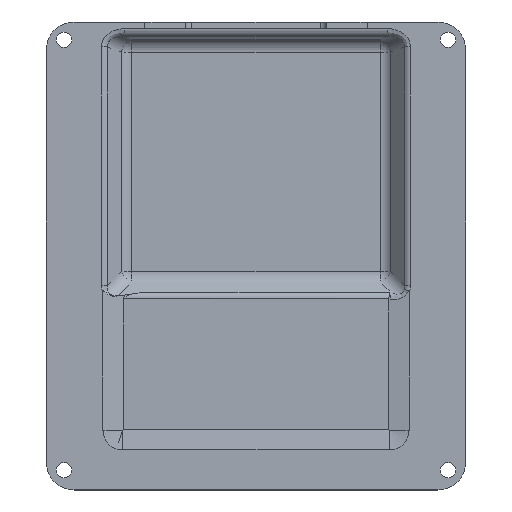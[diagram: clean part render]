
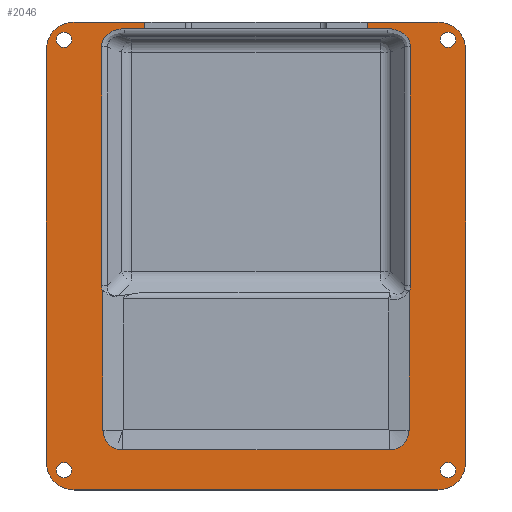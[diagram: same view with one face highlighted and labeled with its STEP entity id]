
A CAD part, top view. The second image highlights one B-rep face of the part: STEP entity #2046.
In plain terms, the highlighted planar face has unit normal (0, 0, 1).
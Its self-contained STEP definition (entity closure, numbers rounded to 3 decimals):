
#346 = VERTEX_POINT('',#347);
#347 = CARTESIAN_POINT('',(-27.035,20.781,6.5));
#355 = VERTEX_POINT('',#356);
#356 = CARTESIAN_POINT('',(-27.035,122.781,6.5));
#362 = EDGE_CURVE('',#346,#355,#363,.T.);
#363 = LINE('',#364,#365);
#364 = CARTESIAN_POINT('',(-27.035,20.781,6.5));
#365 = VECTOR('',#366,1.);
#366 = DIRECTION('',(0.,1.,0.));
#378 = VERTEX_POINT('',#379);
#379 = CARTESIAN_POINT('',(-41.054,62.701,6.5));
#398 = EDGE_CURVE('',#378,#399,#401,.T.);
#399 = VERTEX_POINT('',#400);
#400 = CARTESIAN_POINT('',(-40.713,64.53,6.5));
#401 = ELLIPSE('',#402,8.958,5.5);
#402 = AXIS2_PLACEMENT_3D('',#403,#404,#405);
#403 = CARTESIAN_POINT('',(-48.146,67.893,6.5));
#404 = DIRECTION('',(0.,0.,1.));
#405 = DIRECTION('',(-0.707,0.707,0.));
#438 = EDGE_CURVE('',#399,#439,#441,.T.);
#439 = VERTEX_POINT('',#440);
#440 = CARTESIAN_POINT('',(-40.713,123.524,6.5));
#441 = LINE('',#442,#443);
#442 = CARTESIAN_POINT('',(-40.713,122.781,6.5));
#443 = VECTOR('',#444,1.);
#444 = DIRECTION('',(0.,1.,0.));
#462 = EDGE_CURVE('',#463,#463,#465,.T.);
#463 = VERTEX_POINT('',#464);
#464 = CARTESIAN_POINT('',(-29.535,18.781,6.5));
#465 = CIRCLE('',#466,1.9);
#466 = AXIS2_PLACEMENT_3D('',#467,#468,#469);
#467 = CARTESIAN_POINT('',(-31.435,18.781,6.5));
#468 = DIRECTION('',(0.,0.,-1.));
#469 = DIRECTION('',(1.,0.,0.));
#494 = EDGE_CURVE('',#495,#495,#497,.T.);
#495 = VERTEX_POINT('',#496);
#496 = CARTESIAN_POINT('',(-29.535,125.281,6.5));
#497 = CIRCLE('',#498,1.9);
#498 = AXIS2_PLACEMENT_3D('',#499,#500,#501);
#499 = CARTESIAN_POINT('',(-31.435,125.281,6.5));
#500 = DIRECTION('',(0.,0.,-1.));
#501 = DIRECTION('',(1.,0.,0.));
#529 = VERTEX_POINT('',#530);
#530 = CARTESIAN_POINT('',(-33.935,13.881,6.5));
#544 = EDGE_CURVE('',#529,#346,#545,.T.);
#545 = CIRCLE('',#546,6.9);
#546 = AXIS2_PLACEMENT_3D('',#547,#548,#549);
#547 = CARTESIAN_POINT('',(-33.935,20.781,6.5));
#548 = DIRECTION('',(0.,0.,1.));
#549 = DIRECTION('',(1.,0.,-0.));
#570 = VERTEX_POINT('',#571);
#571 = CARTESIAN_POINT('',(-33.935,129.681,6.5));
#577 = EDGE_CURVE('',#355,#570,#578,.T.);
#578 = CIRCLE('',#579,6.9);
#579 = AXIS2_PLACEMENT_3D('',#580,#581,#582);
#580 = CARTESIAN_POINT('',(-33.935,122.781,6.5));
#581 = DIRECTION('',(0.,0.,1.));
#582 = DIRECTION('',(1.,0.,-0.));
#1042 = VERTEX_POINT('',#1043);
#1043 = CARTESIAN_POINT('',(-41.054,28.681,6.5));
#1049 = EDGE_CURVE('',#1042,#378,#1050,.T.);
#1050 = LINE('',#1051,#1052);
#1051 = CARTESIAN_POINT('',(-41.054,122.781,6.5));
#1052 = VECTOR('',#1053,1.);
#1053 = DIRECTION('',(0.,1.,0.));
#1064 = EDGE_CURVE('',#1065,#1042,#1067,.T.);
#1065 = VERTEX_POINT('',#1066);
#1066 = CARTESIAN_POINT('',(-45.935,23.8,6.5));
#1067 = CIRCLE('',#1068,4.881);
#1068 = AXIS2_PLACEMENT_3D('',#1069,#1070,#1071);
#1069 = CARTESIAN_POINT('',(-45.935,28.681,6.5));
#1070 = DIRECTION('',(0.,0.,1.));
#1071 = DIRECTION('',(1.,0.,-0.));
#1089 = EDGE_CURVE('',#439,#1090,#1092,.T.);
#1090 = VERTEX_POINT('',#1091);
#1091 = CARTESIAN_POINT('',(-46.438,128.031,6.5));
#1092 = ELLIPSE('',#1093,7.697,5.5);
#1093 = AXIS2_PLACEMENT_3D('',#1094,#1095,#1096);
#1094 = CARTESIAN_POINT('',(-48.146,122.179,6.5));
#1095 = DIRECTION('',(0.,0.,1.));
#1096 = DIRECTION('',(-0.928,-0.371,0.));
#1234 = VERTEX_POINT('',#1235);
#1235 = CARTESIAN_POINT('',(-51.447,128.181,6.5));
#1241 = EDGE_CURVE('',#1242,#1234,#1244,.T.);
#1242 = VERTEX_POINT('',#1243);
#1243 = CARTESIAN_POINT('',(-51.447,129.681,6.5));
#1244 = LINE('',#1245,#1246);
#1245 = CARTESIAN_POINT('',(-51.447,71.781,6.5));
#1246 = VECTOR('',#1247,1.);
#1247 = DIRECTION('',(0.,-1.,0.));
#1585 = EDGE_CURVE('',#1586,#529,#1588,.T.);
#1586 = VERTEX_POINT('',#1587);
#1587 = CARTESIAN_POINT('',(-123.935,13.881,6.5));
#1588 = LINE('',#1589,#1590);
#1589 = CARTESIAN_POINT('',(-123.935,13.881,6.5));
#1590 = VECTOR('',#1591,1.);
#1591 = DIRECTION('',(1.,0.,0.));
#1626 = VERTEX_POINT('',#1627);
#1627 = CARTESIAN_POINT('',(-111.935,23.8,6.5));
#1633 = EDGE_CURVE('',#1626,#1065,#1634,.T.);
#1634 = LINE('',#1635,#1636);
#1635 = CARTESIAN_POINT('',(-123.935,23.8,6.5));
#1636 = VECTOR('',#1637,1.);
#1637 = DIRECTION('',(1.,0.,0.));
#1769 = EDGE_CURVE('',#1090,#1770,#1772,.T.);
#1770 = VERTEX_POINT('',#1771);
#1771 = CARTESIAN_POINT('',(-111.431,128.031,6.5));
#1772 = LINE('',#1773,#1774);
#1773 = CARTESIAN_POINT('',(-123.935,128.031,6.5));
#1774 = VECTOR('',#1775,1.);
#1775 = DIRECTION('',(-1.,0.,0.));
#1933 = VERTEX_POINT('',#1934);
#1934 = CARTESIAN_POINT('',(-106.42,128.181,6.5));
#1940 = EDGE_CURVE('',#1933,#1234,#1941,.T.);
#1941 = LINE('',#1942,#1943);
#1942 = CARTESIAN_POINT('',(-78.935,128.181,6.5));
#1943 = VECTOR('',#1944,1.);
#1944 = DIRECTION('',(1.,0.,0.));
#1984 = VERTEX_POINT('',#1985);
#1985 = CARTESIAN_POINT('',(-123.935,129.681,6.5));
#1991 = EDGE_CURVE('',#1992,#1984,#1994,.T.);
#1992 = VERTEX_POINT('',#1993);
#1993 = CARTESIAN_POINT('',(-106.42,129.681,6.5));
#1994 = LINE('',#1995,#1996);
#1995 = CARTESIAN_POINT('',(-33.935,129.681,6.5));
#1996 = VECTOR('',#1997,1.);
#1997 = DIRECTION('',(-1.,0.,0.));
#2035 = EDGE_CURVE('',#570,#1242,#2036,.T.);
#2036 = LINE('',#2037,#2038);
#2037 = CARTESIAN_POINT('',(-33.935,129.681,6.5));
#2038 = VECTOR('',#2039,1.);
#2039 = DIRECTION('',(-1.,0.,0.));
#2046 = ADVANCED_FACE('',(#2047,#2087,#2090,#2093,#2143,#2154),#2165,.T.
  );
#2047 = FACE_BOUND('',#2048,.T.);
#2048 = EDGE_LOOP('',(#2049,#2050,#2056,#2057,#2066,#2074,#2081,#2082,
    #2083,#2084,#2085,#2086));
#2049 = ORIENTED_EDGE('',*,*,#1940,.F.);
#2050 = ORIENTED_EDGE('',*,*,#2051,.F.);
#2051 = EDGE_CURVE('',#1992,#1933,#2052,.T.);
#2052 = LINE('',#2053,#2054);
#2053 = CARTESIAN_POINT('',(-106.42,159.731,6.5));
#2054 = VECTOR('',#2055,1.);
#2055 = DIRECTION('',(0.,-1.,0.));
#2056 = ORIENTED_EDGE('',*,*,#1991,.T.);
#2057 = ORIENTED_EDGE('',*,*,#2058,.T.);
#2058 = EDGE_CURVE('',#1984,#2059,#2061,.T.);
#2059 = VERTEX_POINT('',#2060);
#2060 = CARTESIAN_POINT('',(-130.835,122.781,6.5));
#2061 = CIRCLE('',#2062,6.9);
#2062 = AXIS2_PLACEMENT_3D('',#2063,#2064,#2065);
#2063 = CARTESIAN_POINT('',(-123.935,122.781,6.5));
#2064 = DIRECTION('',(0.,0.,1.));
#2065 = DIRECTION('',(1.,0.,-0.));
#2066 = ORIENTED_EDGE('',*,*,#2067,.T.);
#2067 = EDGE_CURVE('',#2059,#2068,#2070,.T.);
#2068 = VERTEX_POINT('',#2069);
#2069 = CARTESIAN_POINT('',(-130.835,20.781,6.5));
#2070 = LINE('',#2071,#2072);
#2071 = CARTESIAN_POINT('',(-130.835,122.781,6.5));
#2072 = VECTOR('',#2073,1.);
#2073 = DIRECTION('',(0.,-1.,0.));
#2074 = ORIENTED_EDGE('',*,*,#2075,.T.);
#2075 = EDGE_CURVE('',#2068,#1586,#2076,.T.);
#2076 = CIRCLE('',#2077,6.9);
#2077 = AXIS2_PLACEMENT_3D('',#2078,#2079,#2080);
#2078 = CARTESIAN_POINT('',(-123.935,20.781,6.5));
#2079 = DIRECTION('',(0.,0.,1.));
#2080 = DIRECTION('',(1.,0.,-0.));
#2081 = ORIENTED_EDGE('',*,*,#1585,.T.);
#2082 = ORIENTED_EDGE('',*,*,#544,.T.);
#2083 = ORIENTED_EDGE('',*,*,#362,.T.);
#2084 = ORIENTED_EDGE('',*,*,#577,.T.);
#2085 = ORIENTED_EDGE('',*,*,#2035,.T.);
#2086 = ORIENTED_EDGE('',*,*,#1241,.T.);
#2087 = FACE_BOUND('',#2088,.T.);
#2088 = EDGE_LOOP('',(#2089));
#2089 = ORIENTED_EDGE('',*,*,#494,.T.);
#2090 = FACE_BOUND('',#2091,.T.);
#2091 = EDGE_LOOP('',(#2092));
#2092 = ORIENTED_EDGE('',*,*,#462,.T.);
#2093 = FACE_BOUND('',#2094,.T.);
#2094 = EDGE_LOOP('',(#2095,#2104,#2105,#2106,#2107,#2108,#2109,#2110,
    #2111,#2120,#2128,#2137));
#2095 = ORIENTED_EDGE('',*,*,#2096,.F.);
#2096 = EDGE_CURVE('',#1770,#2097,#2099,.T.);
#2097 = VERTEX_POINT('',#2098);
#2098 = CARTESIAN_POINT('',(-117.156,123.524,6.5));
#2099 = ELLIPSE('',#2100,7.697,5.5);
#2100 = AXIS2_PLACEMENT_3D('',#2101,#2102,#2103);
#2101 = CARTESIAN_POINT('',(-109.723,122.179,6.5));
#2102 = DIRECTION('',(0.,0.,1.));
#2103 = DIRECTION('',(0.928,-0.371,0.));
#2104 = ORIENTED_EDGE('',*,*,#1769,.F.);
#2105 = ORIENTED_EDGE('',*,*,#1089,.F.);
#2106 = ORIENTED_EDGE('',*,*,#438,.F.);
#2107 = ORIENTED_EDGE('',*,*,#398,.F.);
#2108 = ORIENTED_EDGE('',*,*,#1049,.F.);
#2109 = ORIENTED_EDGE('',*,*,#1064,.F.);
#2110 = ORIENTED_EDGE('',*,*,#1633,.F.);
#2111 = ORIENTED_EDGE('',*,*,#2112,.F.);
#2112 = EDGE_CURVE('',#2113,#1626,#2115,.T.);
#2113 = VERTEX_POINT('',#2114);
#2114 = CARTESIAN_POINT('',(-116.815,28.681,6.5));
#2115 = CIRCLE('',#2116,4.881);
#2116 = AXIS2_PLACEMENT_3D('',#2117,#2118,#2119);
#2117 = CARTESIAN_POINT('',(-111.935,28.681,6.5));
#2118 = DIRECTION('',(0.,0.,1.));
#2119 = DIRECTION('',(1.,0.,-0.));
#2120 = ORIENTED_EDGE('',*,*,#2121,.F.);
#2121 = EDGE_CURVE('',#2122,#2113,#2124,.T.);
#2122 = VERTEX_POINT('',#2123);
#2123 = CARTESIAN_POINT('',(-116.815,62.701,6.5));
#2124 = LINE('',#2125,#2126);
#2125 = CARTESIAN_POINT('',(-116.815,122.781,6.5));
#2126 = VECTOR('',#2127,1.);
#2127 = DIRECTION('',(0.,-1.,0.));
#2128 = ORIENTED_EDGE('',*,*,#2129,.F.);
#2129 = EDGE_CURVE('',#2130,#2122,#2132,.T.);
#2130 = VERTEX_POINT('',#2131);
#2131 = CARTESIAN_POINT('',(-117.156,64.53,6.5));
#2132 = ELLIPSE('',#2133,8.958,5.5);
#2133 = AXIS2_PLACEMENT_3D('',#2134,#2135,#2136);
#2134 = CARTESIAN_POINT('',(-109.723,67.893,6.5));
#2135 = DIRECTION('',(0.,0.,1.));
#2136 = DIRECTION('',(0.707,0.707,-0.));
#2137 = ORIENTED_EDGE('',*,*,#2138,.F.);
#2138 = EDGE_CURVE('',#2097,#2130,#2139,.T.);
#2139 = LINE('',#2140,#2141);
#2140 = CARTESIAN_POINT('',(-117.156,122.781,6.5));
#2141 = VECTOR('',#2142,1.);
#2142 = DIRECTION('',(0.,-1.,0.));
#2143 = FACE_BOUND('',#2144,.T.);
#2144 = EDGE_LOOP('',(#2145));
#2145 = ORIENTED_EDGE('',*,*,#2146,.T.);
#2146 = EDGE_CURVE('',#2147,#2147,#2149,.T.);
#2147 = VERTEX_POINT('',#2148);
#2148 = CARTESIAN_POINT('',(-124.535,125.281,6.5));
#2149 = CIRCLE('',#2150,1.9);
#2150 = AXIS2_PLACEMENT_3D('',#2151,#2152,#2153);
#2151 = CARTESIAN_POINT('',(-126.435,125.281,6.5));
#2152 = DIRECTION('',(0.,0.,-1.));
#2153 = DIRECTION('',(1.,0.,0.));
#2154 = FACE_BOUND('',#2155,.T.);
#2155 = EDGE_LOOP('',(#2156));
#2156 = ORIENTED_EDGE('',*,*,#2157,.T.);
#2157 = EDGE_CURVE('',#2158,#2158,#2160,.T.);
#2158 = VERTEX_POINT('',#2159);
#2159 = CARTESIAN_POINT('',(-124.535,18.781,6.5));
#2160 = CIRCLE('',#2161,1.9);
#2161 = AXIS2_PLACEMENT_3D('',#2162,#2163,#2164);
#2162 = CARTESIAN_POINT('',(-126.435,18.781,6.5));
#2163 = DIRECTION('',(0.,0.,-1.));
#2164 = DIRECTION('',(1.,0.,0.));
#2165 = PLANE('',#2166);
#2166 = AXIS2_PLACEMENT_3D('',#2167,#2168,#2169);
#2167 = CARTESIAN_POINT('',(-78.935,71.781,6.5));
#2168 = DIRECTION('',(0.,0.,1.));
#2169 = DIRECTION('',(1.,0.,-0.));
